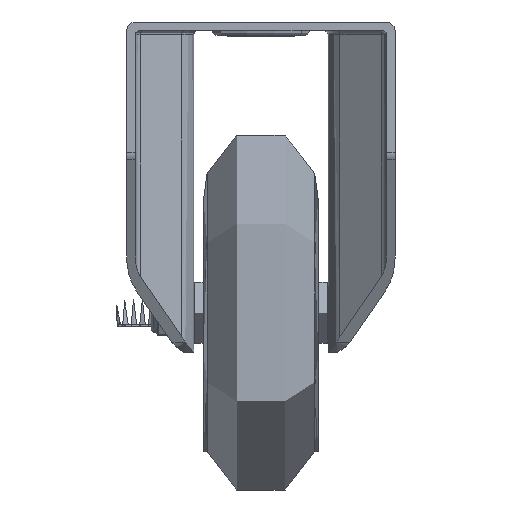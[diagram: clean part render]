
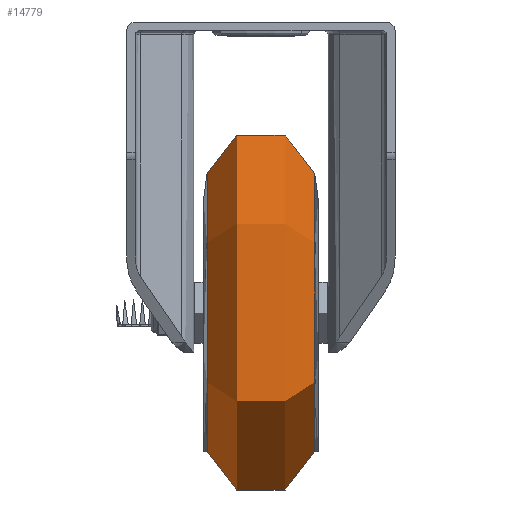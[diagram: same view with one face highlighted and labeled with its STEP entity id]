
A CAD part, left-side view. The second image highlights one B-rep face of the part: STEP entity #14779.
In plain terms, the highlighted toroidal (fillet/blend) face has major radius 52.5 mm and minor radius 22.5 mm.
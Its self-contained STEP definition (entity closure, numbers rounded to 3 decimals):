
#3663=FACE_OUTER_BOUND('',#4581,.T.);
#4581=EDGE_LOOP('',(#10129,#10130,#10131,#10132,#10133,#10134));
#5646=CIRCLE('',#15871,57.);
#5647=CIRCLE('',#15872,57.);
#5648=CIRCLE('',#15873,22.5);
#5649=CIRCLE('',#15874,57.);
#5650=CIRCLE('',#15875,57.);
#6360=VERTEX_POINT('',#21031);
#6361=VERTEX_POINT('',#21032);
#6362=VERTEX_POINT('',#21035);
#6363=VERTEX_POINT('',#21037);
#7847=EDGE_CURVE('',#6360,#6361,#5646,.T.);
#7848=EDGE_CURVE('',#6361,#6360,#5647,.T.);
#7849=EDGE_CURVE('',#6361,#6362,#5648,.T.);
#7850=EDGE_CURVE('',#6362,#6363,#5649,.T.);
#7851=EDGE_CURVE('',#6363,#6362,#5650,.T.);
#10129=ORIENTED_EDGE('',*,*,#7847,.F.);
#10130=ORIENTED_EDGE('',*,*,#7848,.F.);
#10131=ORIENTED_EDGE('',*,*,#7849,.T.);
#10132=ORIENTED_EDGE('',*,*,#7850,.T.);
#10133=ORIENTED_EDGE('',*,*,#7851,.T.);
#10134=ORIENTED_EDGE('',*,*,#7849,.F.);
#14693=TOROIDAL_SURFACE('',#15870,52.5,22.5);
#14779=ADVANCED_FACE('',(#3663),#14693,.T.);
#15870=AXIS2_PLACEMENT_3D('',#21030,#17309,#17310);
#15871=AXIS2_PLACEMENT_3D('',#21033,#17311,#17312);
#15872=AXIS2_PLACEMENT_3D('',#21034,#17313,#17314);
#15873=AXIS2_PLACEMENT_3D('',#21036,#17315,#17316);
#15874=AXIS2_PLACEMENT_3D('',#21038,#17317,#17318);
#15875=AXIS2_PLACEMENT_3D('',#21039,#17319,#17320);
#17309=DIRECTION('center_axis',(0.,-1.,0.));
#17310=DIRECTION('ref_axis',(0.,0.,-1.));
#17311=DIRECTION('center_axis',(0.,-1.,0.));
#17312=DIRECTION('ref_axis',(0.,0.,1.));
#17313=DIRECTION('center_axis',(0.,-1.,0.));
#17314=DIRECTION('ref_axis',(0.,0.,1.));
#17315=DIRECTION('center_axis',(-1.,0.,0.));
#17316=DIRECTION('ref_axis',(0.,0.,1.));
#17317=DIRECTION('center_axis',(0.,-1.,0.));
#17318=DIRECTION('ref_axis',(0.,0.,1.));
#17319=DIRECTION('center_axis',(0.,-1.,0.));
#17320=DIRECTION('ref_axis',(0.,0.,1.));
#21030=CARTESIAN_POINT('Origin',(0.,0.,0.));
#21031=CARTESIAN_POINT('',(0.,-22.045,-57.));
#21032=CARTESIAN_POINT('',(0.,-22.045,57.));
#21033=CARTESIAN_POINT('Origin',(0.,-22.045,0.));
#21034=CARTESIAN_POINT('Origin',(0.,-22.045,0.));
#21035=CARTESIAN_POINT('',(0.,22.045,57.));
#21036=CARTESIAN_POINT('Origin',(0.,0.,
52.5));
#21037=CARTESIAN_POINT('',(0.,22.045,-57.));
#21038=CARTESIAN_POINT('Origin',(0.,22.045,0.));
#21039=CARTESIAN_POINT('Origin',(0.,22.045,0.));
